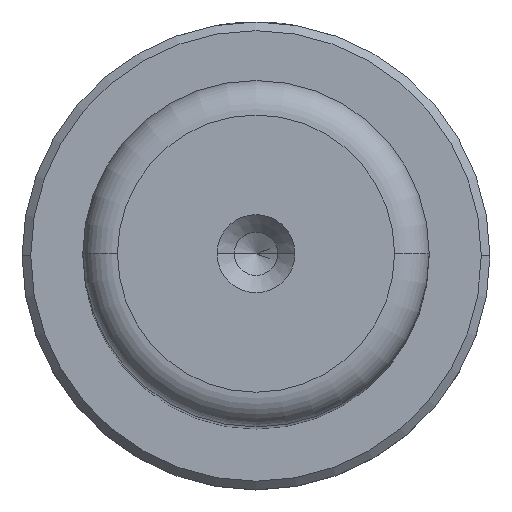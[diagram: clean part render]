
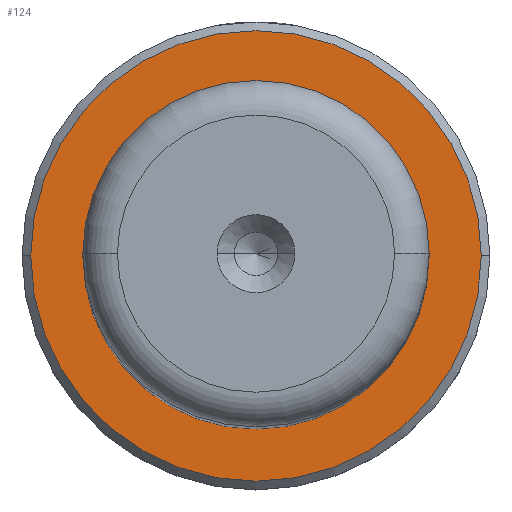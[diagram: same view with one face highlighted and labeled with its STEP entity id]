
A CAD part, top view. The second image highlights one B-rep face of the part: STEP entity #124.
In plain terms, the highlighted planar face has unit normal (0, 0, 1).
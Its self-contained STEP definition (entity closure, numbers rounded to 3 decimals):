
#40 = DIRECTION ( 'NONE',  ( 0., 0., 1. ) ) ;
#64 = PLANE ( 'NONE',  #743 ) ;
#124 = ADVANCED_FACE ( 'NONE', ( #845, #1960 ), #64, .T. ) ;
#173 = EDGE_CURVE ( 'NONE', #1819, #1651, #750, .T. ) ;
#214 = EDGE_LOOP ( 'NONE', ( #473, #932 ) ) ;
#235 = CARTESIAN_POINT ( 'NONE',  ( 0., 0., 18. ) ) ;
#248 = CIRCLE ( 'NONE', #1659, 9.495 ) ;
#395 = VERTEX_POINT ( 'NONE', #681 ) ;
#402 = CIRCLE ( 'NONE', #1487, 13. ) ;
#473 = ORIENTED_EDGE ( 'NONE', *, *, #921, .T. ) ;
#484 = DIRECTION ( 'NONE',  ( 0., 0., 1. ) ) ;
#571 = CARTESIAN_POINT ( 'NONE',  ( 0., 0., 18. ) ) ;
#639 = CARTESIAN_POINT ( 'NONE',  ( 9.495, 0., 18. ) ) ;
#656 = EDGE_CURVE ( 'NONE', #1651, #1819, #402, .T. ) ;
#681 = CARTESIAN_POINT ( 'NONE',  ( -9.495, 0., 18. ) ) ;
#727 = DIRECTION ( 'NONE',  ( -1., 0., 0. ) ) ;
#743 = AXIS2_PLACEMENT_3D ( 'NONE', #235, #1818, #850 ) ;
#750 = CIRCLE ( 'NONE', #844, 13. ) ;
#787 = CARTESIAN_POINT ( 'NONE',  ( 0., 0., 18. ) ) ;
#844 = AXIS2_PLACEMENT_3D ( 'NONE', #978, #40, #1140 ) ;
#845 = FACE_OUTER_BOUND ( 'NONE', #960, .T. ) ;
#850 = DIRECTION ( 'NONE',  ( 1., 0., 0. ) ) ;
#921 = EDGE_CURVE ( 'NONE', #395, #1803, #248, .T. ) ;
#932 = ORIENTED_EDGE ( 'NONE', *, *, #1637, .T. ) ;
#945 = DIRECTION ( 'NONE',  ( -1., 0., 0. ) ) ;
#960 = EDGE_LOOP ( 'NONE', ( #1241, #1629 ) ) ;
#978 = CARTESIAN_POINT ( 'NONE',  ( 0., 0., 18. ) ) ;
#1140 = DIRECTION ( 'NONE',  ( 1., 0., 0. ) ) ;
#1241 = ORIENTED_EDGE ( 'NONE', *, *, #656, .T. ) ;
#1439 = CARTESIAN_POINT ( 'NONE',  ( 0., 0., 18. ) ) ;
#1487 = AXIS2_PLACEMENT_3D ( 'NONE', #1439, #484, #1599 ) ;
#1599 = DIRECTION ( 'NONE',  ( 1., 0., 0. ) ) ;
#1629 = ORIENTED_EDGE ( 'NONE', *, *, #173, .T. ) ;
#1637 = EDGE_CURVE ( 'NONE', #1803, #395, #1987, .T. ) ;
#1650 = AXIS2_PLACEMENT_3D ( 'NONE', #571, #1688, #727 ) ;
#1651 = VERTEX_POINT ( 'NONE', #2001 ) ;
#1657 = CARTESIAN_POINT ( 'NONE',  ( 13., 0., 18. ) ) ;
#1659 = AXIS2_PLACEMENT_3D ( 'NONE', #787, #1914, #945 ) ;
#1688 = DIRECTION ( 'NONE',  ( 0., 0., -1. ) ) ;
#1803 = VERTEX_POINT ( 'NONE', #639 ) ;
#1818 = DIRECTION ( 'NONE',  ( 0., 0., 1. ) ) ;
#1819 = VERTEX_POINT ( 'NONE', #1657 ) ;
#1914 = DIRECTION ( 'NONE',  ( 0., 0., -1. ) ) ;
#1960 = FACE_BOUND ( 'NONE', #214, .T. ) ;
#1987 = CIRCLE ( 'NONE', #1650, 9.495 ) ;
#2001 = CARTESIAN_POINT ( 'NONE',  ( -13., 0., 18. ) ) ;
